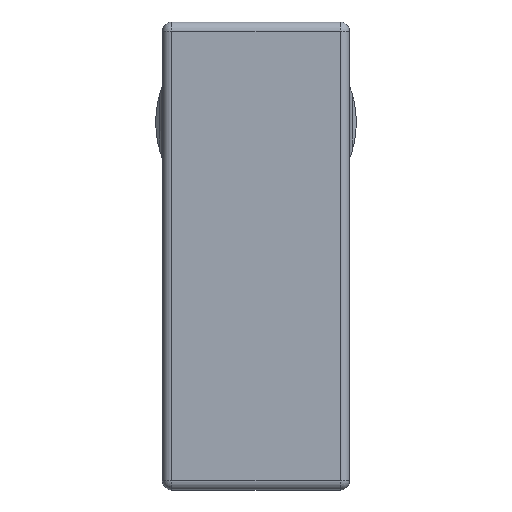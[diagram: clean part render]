
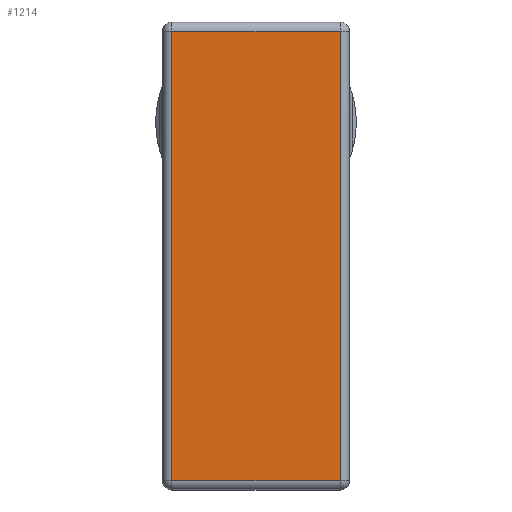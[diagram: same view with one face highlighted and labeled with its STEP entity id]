
A CAD part, front view. The second image highlights one B-rep face of the part: STEP entity #1214.
In plain terms, the highlighted planar face has unit normal (0, -1, 0).
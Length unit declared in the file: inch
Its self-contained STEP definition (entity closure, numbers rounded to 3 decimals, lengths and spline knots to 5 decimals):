
#20=PLANE('',#1345);
#69=LINE('',#1969,#135);
#77=LINE('',#2120,#143);
#79=LINE('',#2123,#145);
#81=LINE('',#2126,#147);
#135=VECTOR('',#1492,0.3937);
#143=VECTOR('',#1542,0.3937);
#145=VECTOR('',#1546,0.3937);
#147=VECTOR('',#1550,0.3937);
#271=FACE_OUTER_BOUND('',#352,.T.);
#352=EDGE_LOOP('',(#991,#992,#993,#994));
#501=VERTEX_POINT('',#1802);
#504=VERTEX_POINT('',#1812);
#507=VERTEX_POINT('',#1822);
#525=VERTEX_POINT('',#1973);
#648=EDGE_CURVE('',#501,#507,#69,.T.);
#678=EDGE_CURVE('',#507,#525,#77,.T.);
#680=EDGE_CURVE('',#525,#504,#79,.T.);
#682=EDGE_CURVE('',#504,#501,#81,.T.);
#991=ORIENTED_EDGE('',*,*,#648,.F.);
#992=ORIENTED_EDGE('',*,*,#682,.F.);
#993=ORIENTED_EDGE('',*,*,#680,.F.);
#994=ORIENTED_EDGE('',*,*,#678,.F.);
#1214=ADVANCED_FACE('',(#271),#20,.T.);
#1345=AXIS2_PLACEMENT_3D('',#2539,#1603,#1604);
#1492=DIRECTION('',(0.,0.,1.));
#1542=DIRECTION('',(1.,0.,0.));
#1546=DIRECTION('',(0.,0.,-1.));
#1550=DIRECTION('',(-1.,0.,0.));
#1603=DIRECTION('center_axis',(0.,-1.,0.));
#1604=DIRECTION('ref_axis',(0.,0.,-1.));
#1802=CARTESIAN_POINT('',(-0.315,-0.65,-1.34));
#1812=CARTESIAN_POINT('',(0.315,-0.65,-1.34));
#1822=CARTESIAN_POINT('',(-0.315,-0.65,0.34));
#1969=CARTESIAN_POINT('',(-0.315,-0.65,-0.0625));
#1973=CARTESIAN_POINT('',(0.315,-0.65,0.34));
#2120=CARTESIAN_POINT('',(0.175,-0.65,0.34));
#2123=CARTESIAN_POINT('',(0.315,-0.65,-0.9375));
#2126=CARTESIAN_POINT('',(-0.175,-0.65,-1.34));
#2539=CARTESIAN_POINT('Origin',(0.,-0.65,-0.5));
